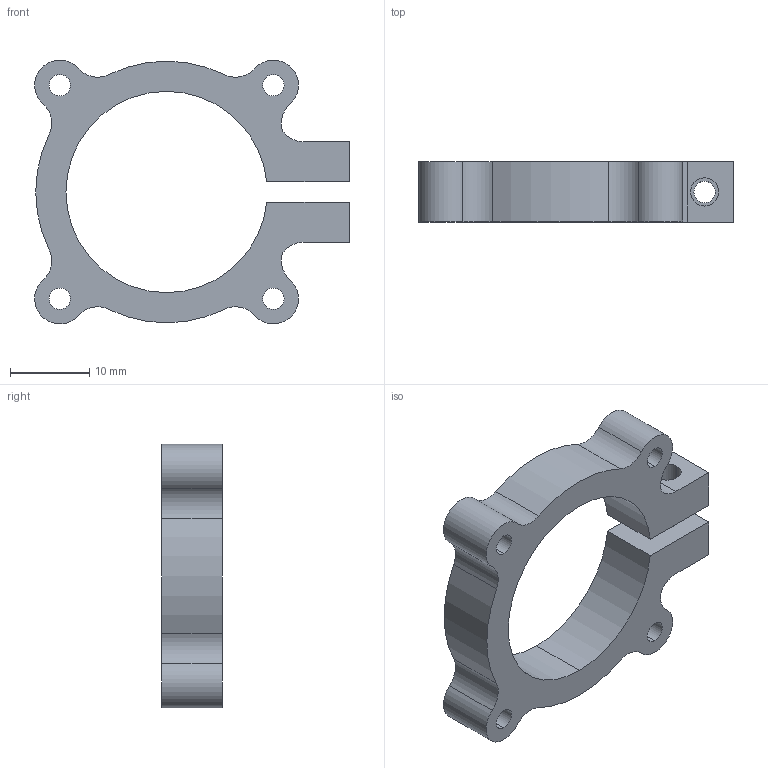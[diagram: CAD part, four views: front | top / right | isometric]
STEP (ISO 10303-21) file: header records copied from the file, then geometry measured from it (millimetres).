
FILE_DESCRIPTION (( 'STEP AP203' ), '1' );
FILE_NAME ('545352.STEP', '2014-07-10T18:22:32', ( 'Kyle' ), ( 'Microsoft' ), 'SwSTEP 2.0', 'SolidWorks 2014', '' );
FILE_SCHEMA (( 'CONFIG_CONTROL_DESIGN' ));
Length unit declared in the file: inch
Products named in the file (1): 545352
Bounding box: 39.7 x 7.62 x 33.29 mm (x, y, z)
Volume: 3949.1 mm3; surface area: 3253.6 mm2
Topology: 1 solids, 1 shells, 45 faces, 129 edges, 86 vertices
Faces by surface type: cylinder 37, plane 8
Entity records: 1620 total; most frequent: DIRECTION 295, CARTESIAN_POINT 261, ORIENTED_EDGE 258, EDGE_CURVE 129, AXIS2_PLACEMENT_3D 120, VERTEX_POINT 86, CIRCLE 74, EDGE_LOOP 57
